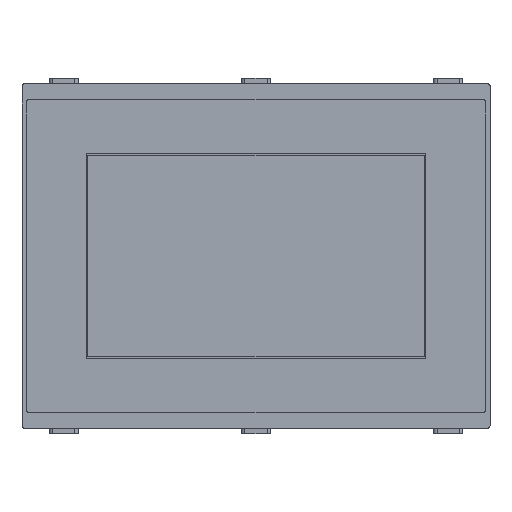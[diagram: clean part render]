
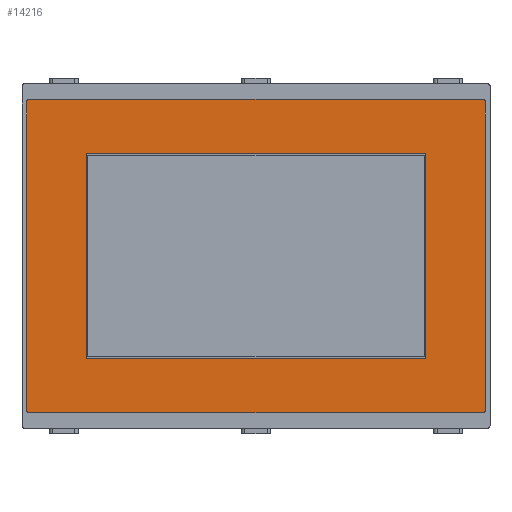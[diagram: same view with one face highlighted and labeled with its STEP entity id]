
A CAD part, top view. The second image highlights one B-rep face of the part: STEP entity #14216.
In plain terms, the highlighted face is planar.
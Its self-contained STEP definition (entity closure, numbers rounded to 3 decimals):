
#204=FACE_BOUND('',#1718,.T.);
#305=PLANE('',#15164);
#946=FACE_OUTER_BOUND('',#1717,.T.);
#1717=EDGE_LOOP('',(#9440,#9441,#9442,#9443,#9444,#9445,#9446,#9447));
#1718=EDGE_LOOP('',(#9448,#9449,#9450,#9451));
#2580=LINE('',#19533,#4279);
#2584=LINE('',#19545,#4283);
#2588=LINE('',#19557,#4287);
#2592=LINE('',#19567,#4291);
#2593=LINE('',#19571,#4292);
#2594=LINE('',#19573,#4293);
#2595=LINE('',#19575,#4294);
#2596=LINE('',#19576,#4295);
#4279=VECTOR('',#16052,140.4);
#4283=VECTOR('',#16064,206.);
#4287=VECTOR('',#16076,140.4);
#4291=VECTOR('',#16088,206.);
#4292=VECTOR('',#16091,92.7);
#4293=VECTOR('',#16092,153.65);
#4294=VECTOR('',#16093,92.7);
#4295=VECTOR('',#16094,153.65);
#5976=CIRCLE('',#15150,0.8);
#5978=CIRCLE('',#15154,0.8);
#5980=CIRCLE('',#15158,0.8);
#5982=CIRCLE('',#15162,0.8);
#6146=VERTEX_POINT('',#19524);
#6147=VERTEX_POINT('',#19526);
#6149=VERTEX_POINT('',#19532);
#6151=VERTEX_POINT('',#19538);
#6153=VERTEX_POINT('',#19544);
#6155=VERTEX_POINT('',#19550);
#6157=VERTEX_POINT('',#19556);
#6159=VERTEX_POINT('',#19562);
#6160=VERTEX_POINT('',#19569);
#6161=VERTEX_POINT('',#19570);
#6162=VERTEX_POINT('',#19572);
#6163=VERTEX_POINT('',#19574);
#7438=EDGE_CURVE('',#6147,#6146,#5976,.T.);
#7441=EDGE_CURVE('',#6149,#6147,#2580,.T.);
#7444=EDGE_CURVE('',#6151,#6149,#5978,.T.);
#7447=EDGE_CURVE('',#6153,#6151,#2584,.T.);
#7450=EDGE_CURVE('',#6155,#6153,#5980,.T.);
#7453=EDGE_CURVE('',#6157,#6155,#2588,.T.);
#7456=EDGE_CURVE('',#6159,#6157,#5982,.T.);
#7459=EDGE_CURVE('',#6146,#6159,#2592,.T.);
#7460=EDGE_CURVE('',#6160,#6161,#2593,.T.);
#7461=EDGE_CURVE('',#6161,#6162,#2594,.T.);
#7462=EDGE_CURVE('',#6162,#6163,#2595,.T.);
#7463=EDGE_CURVE('',#6163,#6160,#2596,.T.);
#9440=ORIENTED_EDGE('',*,*,#7459,.T.);
#9441=ORIENTED_EDGE('',*,*,#7456,.T.);
#9442=ORIENTED_EDGE('',*,*,#7453,.T.);
#9443=ORIENTED_EDGE('',*,*,#7450,.T.);
#9444=ORIENTED_EDGE('',*,*,#7447,.T.);
#9445=ORIENTED_EDGE('',*,*,#7444,.T.);
#9446=ORIENTED_EDGE('',*,*,#7441,.T.);
#9447=ORIENTED_EDGE('',*,*,#7438,.T.);
#9448=ORIENTED_EDGE('',*,*,#7460,.T.);
#9449=ORIENTED_EDGE('',*,*,#7461,.T.);
#9450=ORIENTED_EDGE('',*,*,#7462,.T.);
#9451=ORIENTED_EDGE('',*,*,#7463,.T.);
#14216=ADVANCED_FACE('',(#946,#204),#305,.T.);
#15150=AXIS2_PLACEMENT_3D('',#19527,#16046,#16047);
#15154=AXIS2_PLACEMENT_3D('',#19539,#16058,#16059);
#15158=AXIS2_PLACEMENT_3D('',#19551,#16070,#16071);
#15162=AXIS2_PLACEMENT_3D('',#19563,#16082,#16083);
#15164=AXIS2_PLACEMENT_3D('',#19568,#16089,#16090);
#16046=DIRECTION('center_axis',(0.,-1.,0.));
#16047=DIRECTION('ref_axis',(-1.,0.,0.));
#16052=DIRECTION('',(0.,0.,1.));
#16058=DIRECTION('center_axis',(0.,-1.,0.));
#16059=DIRECTION('ref_axis',(0.,0.,1.));
#16064=DIRECTION('',(1.,0.,0.));
#16070=DIRECTION('center_axis',(0.,-1.,0.));
#16071=DIRECTION('ref_axis',(1.,0.,0.));
#16076=DIRECTION('',(0.,0.,-1.));
#16082=DIRECTION('center_axis',(0.,-1.,0.));
#16083=DIRECTION('ref_axis',(0.,0.,-1.));
#16088=DIRECTION('',(-1.,0.,0.));
#16089=DIRECTION('center_axis',(0.,-1.,0.));
#16090=DIRECTION('ref_axis',(1.,0.,0.));
#16091=DIRECTION('',(0.,0.,-1.));
#16092=DIRECTION('',(-1.,0.,0.));
#16093=DIRECTION('',(0.,0.,1.));
#16094=DIRECTION('',(1.,0.,0.));
#19524=CARTESIAN_POINT('',(26.643,58.59,127.551));
#19526=CARTESIAN_POINT('',(27.443,58.59,126.751));
#19527=CARTESIAN_POINT('Origin',(26.643,58.59,126.751));
#19532=CARTESIAN_POINT('',(27.443,58.59,-13.649));
#19533=CARTESIAN_POINT('',(27.443,58.59,126.751));
#19538=CARTESIAN_POINT('',(26.643,58.59,-14.449));
#19539=CARTESIAN_POINT('Origin',(26.643,58.59,-13.649));
#19544=CARTESIAN_POINT('',(-179.357,58.59,-14.449));
#19545=CARTESIAN_POINT('',(26.643,58.59,-14.449));
#19550=CARTESIAN_POINT('',(-180.157,58.59,-13.649));
#19551=CARTESIAN_POINT('Origin',(-179.357,58.59,-13.649));
#19556=CARTESIAN_POINT('',(-180.157,58.59,126.751));
#19557=CARTESIAN_POINT('',(-180.157,58.59,-13.649));
#19562=CARTESIAN_POINT('',(-179.357,58.59,127.551));
#19563=CARTESIAN_POINT('Origin',(-179.357,58.59,126.751));
#19567=CARTESIAN_POINT('',(-179.357,58.59,127.551));
#19568=CARTESIAN_POINT('Origin',(-76.357,58.59,56.551));
#19569=CARTESIAN_POINT('',(0.468,58.59,102.901));
#19570=CARTESIAN_POINT('',(0.468,58.59,10.201));
#19571=CARTESIAN_POINT('',(0.468,58.59,33.376));
#19572=CARTESIAN_POINT('',(-153.182,58.59,10.201));
#19573=CARTESIAN_POINT('',(-114.77,58.59,10.201));
#19574=CARTESIAN_POINT('',(-153.182,58.59,102.901));
#19575=CARTESIAN_POINT('',(-153.182,58.59,79.726));
#19576=CARTESIAN_POINT('',(-37.945,58.59,102.901));
